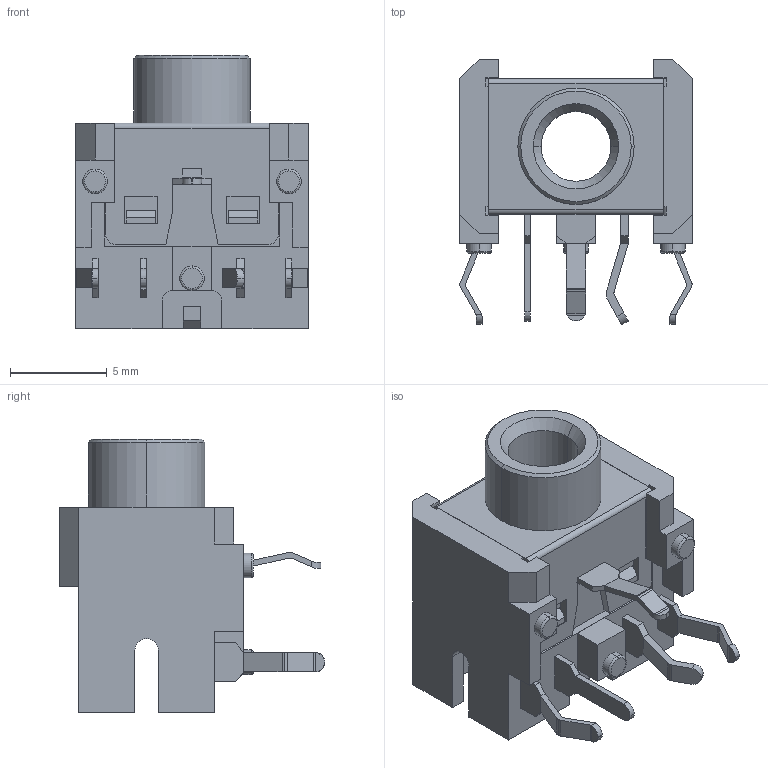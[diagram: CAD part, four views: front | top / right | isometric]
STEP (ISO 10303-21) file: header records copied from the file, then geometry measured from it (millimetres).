
FILE_DESCRIPTION (( 'STEP AP214' ), '1' );
FILE_NAME ('STX-3100-5N_rA5.STEP', '2012-09-13T15:13:32', ( '' ), ( '' ), 'SwSTEP 2.0', 'SolidWorks 2012', '' );
FILE_SCHEMA (( 'AUTOMOTIVE_DESIGN' ));
Length unit declared in the file: millimetre
Products named in the file (1): STX-3100-5N_rA5
Bounding box: 12 x 13.69 x 14.1 mm (x, y, z)
Volume: 579.2 mm3; surface area: 1275.8 mm2
Topology: 1 solids, 1 shells, 308 faces, 840 edges, 548 vertices
Faces by surface type: plane 244, cylinder 54, torus 6, cone 4
Entity records: 11150 total; most frequent: CARTESIAN_POINT 1745, ORIENTED_EDGE 1680, DIRECTION 1562, EDGE_CURVE 840, LINE 704, VECTOR 704, VERTEX_POINT 548, AXIS2_PLACEMENT_3D 429
